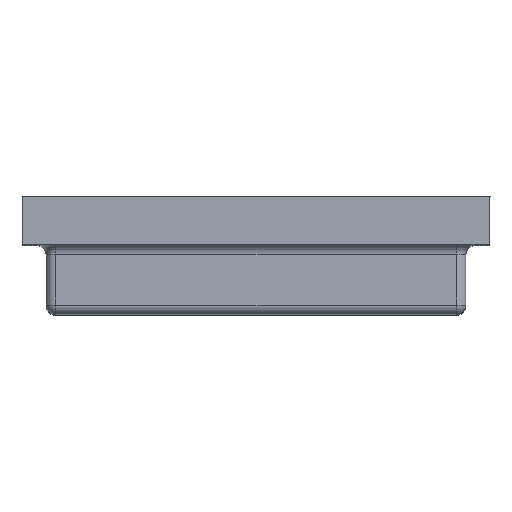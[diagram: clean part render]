
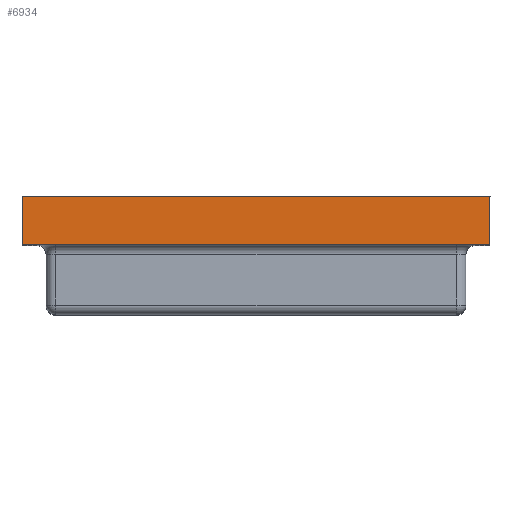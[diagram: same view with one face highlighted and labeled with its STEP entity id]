
A CAD part, top view. The second image highlights one B-rep face of the part: STEP entity #6934.
In plain terms, the highlighted planar face has unit normal (0, 0, 1).
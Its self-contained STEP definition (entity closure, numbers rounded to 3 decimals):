
#148 = CARTESIAN_POINT ( 'NONE',  ( 0., 1., 0. ) ) ;
#253 = ORIENTED_EDGE ( 'NONE', *, *, #10699, .T. ) ;
#484 = CARTESIAN_POINT ( 'NONE',  ( 9.7, 0., 0. ) ) ;
#580 = ORIENTED_EDGE ( 'NONE', *, *, #7945, .F. ) ;
#839 = VECTOR ( 'NONE', #10440, 1000. ) ;
#973 = DIRECTION ( 'NONE',  ( 0., -1., 0. ) ) ;
#1180 = VERTEX_POINT ( 'NONE', #3300 ) ;
#1443 = PLANE ( 'NONE',  #2574 ) ;
#2020 = CARTESIAN_POINT ( 'NONE',  ( 0., 1., 0. ) ) ;
#2187 = FACE_OUTER_BOUND ( 'NONE', #12081, .T. ) ;
#2228 = ORIENTED_EDGE ( 'NONE', *, *, #8331, .T. ) ;
#2426 = CARTESIAN_POINT ( 'NONE',  ( 9.7, 1., 0. ) ) ;
#2574 = AXIS2_PLACEMENT_3D ( 'NONE', #14111, #12651, #11200 ) ;
#3300 = CARTESIAN_POINT ( 'NONE',  ( 0., 0., 0. ) ) ;
#3326 = VECTOR ( 'NONE', #973, 1000. ) ;
#3873 = LINE ( 'NONE', #2426, #3326 ) ;
#3897 = VERTEX_POINT ( 'NONE', #484 ) ;
#4108 = EDGE_CURVE ( 'NONE', #4396, #3897, #3873, .T. ) ;
#4396 = VERTEX_POINT ( 'NONE', #11960 ) ;
#4476 = ORIENTED_EDGE ( 'NONE', *, *, #4108, .F. ) ;
#6073 = DIRECTION ( 'NONE',  ( 1., 0., 0. ) ) ;
#6934 = ADVANCED_FACE ( 'NONE', ( #2187 ), #1443, .F. ) ;
#7389 = LINE ( 'NONE', #148, #9026 ) ;
#7539 = CARTESIAN_POINT ( 'NONE',  ( 0., 0., 0. ) ) ;
#7896 = LINE ( 'NONE', #11848, #839 ) ;
#7945 = EDGE_CURVE ( 'NONE', #10233, #4396, #7389, .T. ) ;
#8331 = EDGE_CURVE ( 'NONE', #1180, #3897, #9007, .T. ) ;
#9007 = LINE ( 'NONE', #7539, #11699 ) ;
#9026 = VECTOR ( 'NONE', #12813, 1000. ) ;
#10233 = VERTEX_POINT ( 'NONE', #2020 ) ;
#10440 = DIRECTION ( 'NONE',  ( 0., -1., 0. ) ) ;
#10699 = EDGE_CURVE ( 'NONE', #10233, #1180, #7896, .T. ) ;
#11200 = DIRECTION ( 'NONE',  ( -1., 0., 0. ) ) ;
#11699 = VECTOR ( 'NONE', #6073, 1000. ) ;
#11848 = CARTESIAN_POINT ( 'NONE',  ( 0., 1., 0. ) ) ;
#11960 = CARTESIAN_POINT ( 'NONE',  ( 9.7, 1., 0. ) ) ;
#12081 = EDGE_LOOP ( 'NONE', ( #2228, #4476, #580, #253 ) ) ;
#12651 = DIRECTION ( 'NONE',  ( 0., 0., -1. ) ) ;
#12813 = DIRECTION ( 'NONE',  ( 1., 0., 0. ) ) ;
#14111 = CARTESIAN_POINT ( 'NONE',  ( 0., 1., 0. ) ) ;
